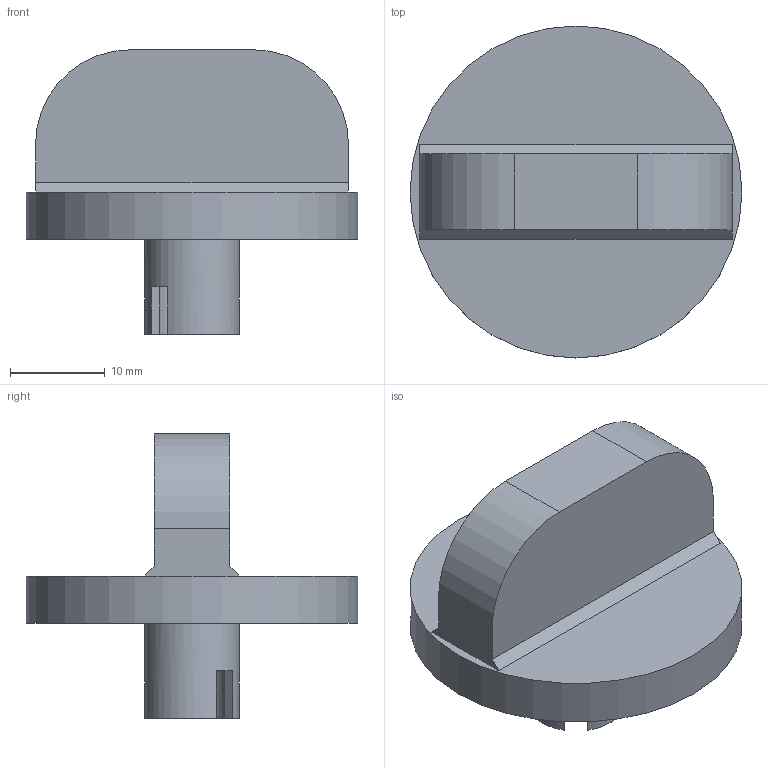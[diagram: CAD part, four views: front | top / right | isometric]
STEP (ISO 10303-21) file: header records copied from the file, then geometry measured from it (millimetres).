
FILE_DESCRIPTION(('FreeCAD Model'),'2;1');
FILE_NAME('Open CASCADE Shape Model','2023-07-25T14:12:04',(''),(''), 'Open CASCADE STEP processor 7.6','FreeCAD','Unknown');
FILE_SCHEMA(('AUTOMOTIVE_DESIGN { 1 0 10303 214 1 1 1 1 }'));
Length unit declared in the file: millimetre
Products named in the file (2): Part; Body
Assembly tree (1 placements, depth 2):
  Part
    Body
Bounding box: 35 x 35 x 30 mm (x, y, z)
Volume: 6414.7 mm3; surface area: 4515.5 mm2
Topology: 1 solids, 1 shells, 39 faces, 101 edges, 67 vertices
Faces by surface type: plane 30, cylinder 8, cone 1
Full cylindrical faces by diameter (mm): 7.5 x1, 32.5 x1, 35 x1
Entity records: 2607 total; most frequent: CARTESIAN_POINT 523, DIRECTION 396, LINE 243, VECTOR 243, ORIENTED_EDGE 202, PCURVE 202, DEFINITIONAL_REPRESENTATION 202, EDGE_CURVE 101
